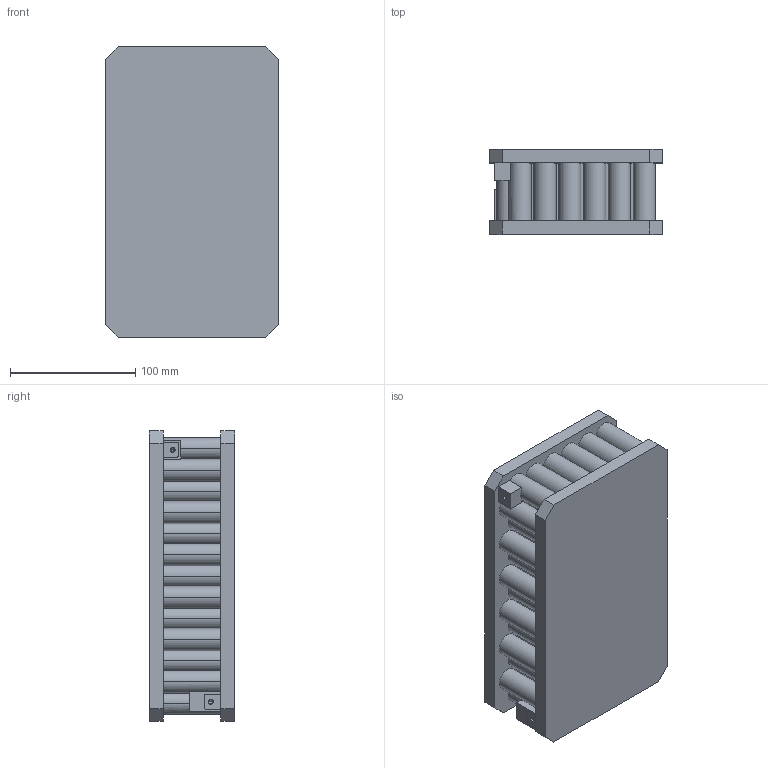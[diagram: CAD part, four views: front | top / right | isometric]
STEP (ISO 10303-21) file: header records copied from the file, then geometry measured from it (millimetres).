
FILE_DESCRIPTION((''),'2;1');
FILE_NAME('SAMSUNG_INR_20R','2022-05-12T12:18:50',('will'),(''),'CREO PARAMETRIC BY PTC INC, 2021063','CREO PARAMETRIC BY PTC INC, 2021063','');
FILE_SCHEMA(('CONFIG_CONTROL_DESIGN'));
Length unit declared in the file: millimetre
Products named in the file (1): SAMSUNG_INR_20R
Bounding box: 138 x 68 x 232 mm (x, y, z)
Volume: 1604715.5 mm3; surface area: 306641 mm2
Topology: 1 solids, 3 shells, 215 faces, 641 edges, 428 vertices
Faces by surface type: cylinder 168, plane 43, cone 4
Entity records: 7752 total; most frequent: DIRECTION 1421, CARTESIAN_POINT 1281, ORIENTED_EDGE 1266, EDGE_CURVE 637, AXIS2_PLACEMENT_3D 568, VERTEX_POINT 428, EDGE_LOOP 373, CIRCLE 352
